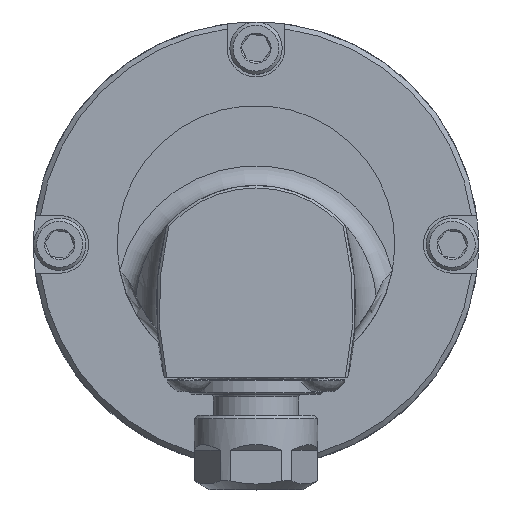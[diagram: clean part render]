
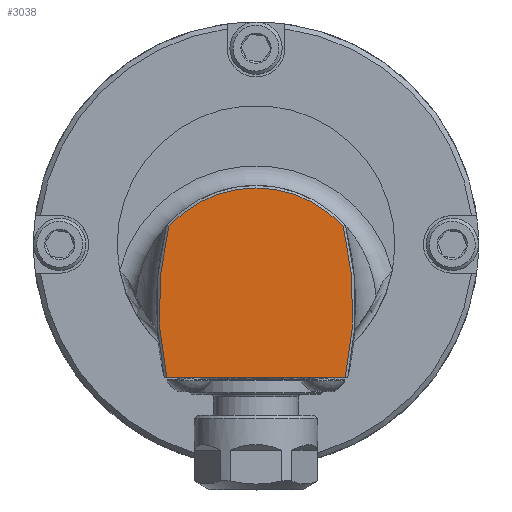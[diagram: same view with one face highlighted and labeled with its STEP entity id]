
A CAD part, top view. The second image highlights one B-rep face of the part: STEP entity #3038.
In plain terms, the highlighted planar face has unit normal (0, 0, 1).
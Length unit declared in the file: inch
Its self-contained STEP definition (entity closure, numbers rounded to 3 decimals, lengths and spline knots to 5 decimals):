
#129 = EDGE_LOOP ( 'NONE', ( #1077, #1785, #4557, #5304 ) ) ;
#354 = CARTESIAN_POINT ( 'NONE',  ( 0.52068, 0.09882, 4.906 ) ) ;
#650 = CARTESIAN_POINT ( 'NONE',  ( 1.375, -0.375, 4.906 ) ) ;
#783 = DIRECTION ( 'NONE',  ( 0., 0., 1. ) ) ;
#848 = EDGE_CURVE ( 'NONE', #4698, #3617, #2409, .T. ) ;
#925 = AXIS2_PLACEMENT_3D ( 'NONE', #650, #3800, #1108 ) ;
#1077 = ORIENTED_EDGE ( 'NONE', *, *, #3967, .T. ) ;
#1108 = DIRECTION ( 'NONE',  ( 1., 0., 0. ) ) ;
#1173 = DIRECTION ( 'NONE',  ( 0., 0., 1. ) ) ;
#1216 = PLANE ( 'NONE',  #4177 ) ;
#1222 = VECTOR ( 'NONE', #5389, 39.37008 ) ;
#1609 = CARTESIAN_POINT ( 'NONE',  ( 0., -0.375, 4.906 ) ) ;
#1785 = ORIENTED_EDGE ( 'NONE', *, *, #2203, .T. ) ;
#1794 = CARTESIAN_POINT ( 'NONE',  ( 0.53222, -0.8, 4.906 ) ) ;
#2073 = DIRECTION ( 'NONE',  ( 1., 0., 0. ) ) ;
#2203 = EDGE_CURVE ( 'NONE', #5670, #4481, #2987, .T. ) ;
#2409 = LINE ( 'NONE', #3580, #1222 ) ;
#2987 = CIRCLE ( 'NONE', #4072, 0.704 ) ;
#3038 = ADVANCED_FACE ( 'NONE', ( #5690 ), #1216, .T. ) ;
#3580 = CARTESIAN_POINT ( 'NONE',  ( -0.57978, -0.8, 4.906 ) ) ;
#3617 = VERTEX_POINT ( 'NONE', #5257 ) ;
#3800 = DIRECTION ( 'NONE',  ( 0., 0., 1. ) ) ;
#3861 = CARTESIAN_POINT ( 'NONE',  ( -1.375, -0.375, 4.906 ) ) ;
#3892 = CARTESIAN_POINT ( 'NONE',  ( -0.52068, 0.09882, 4.906 ) ) ;
#3930 = DIRECTION ( 'NONE',  ( 1., 0., 0. ) ) ;
#3967 = EDGE_CURVE ( 'NONE', #4698, #5670, #5661, .T. ) ;
#4072 = AXIS2_PLACEMENT_3D ( 'NONE', #1609, #4761, #2073 ) ;
#4177 = AXIS2_PLACEMENT_3D ( 'NONE', #5692, #783, #3930 ) ;
#4292 = CIRCLE ( 'NONE', #925, 1.954 ) ;
#4313 = DIRECTION ( 'NONE',  ( 1., 0., 0. ) ) ;
#4481 = VERTEX_POINT ( 'NONE', #3892 ) ;
#4557 = ORIENTED_EDGE ( 'NONE', *, *, #4946, .T. ) ;
#4698 = VERTEX_POINT ( 'NONE', #1794 ) ;
#4761 = DIRECTION ( 'NONE',  ( 0., 0., 1. ) ) ;
#4946 = EDGE_CURVE ( 'NONE', #4481, #3617, #4292, .T. ) ;
#5257 = CARTESIAN_POINT ( 'NONE',  ( -0.53222, -0.8, 4.906 ) ) ;
#5290 = AXIS2_PLACEMENT_3D ( 'NONE', #3861, #1173, #4313 ) ;
#5304 = ORIENTED_EDGE ( 'NONE', *, *, #848, .F. ) ;
#5389 = DIRECTION ( 'NONE',  ( -1., 0., 0. ) ) ;
#5661 = CIRCLE ( 'NONE', #5290, 1.954 ) ;
#5670 = VERTEX_POINT ( 'NONE', #354 ) ;
#5690 = FACE_OUTER_BOUND ( 'NONE', #129, .T. ) ;
#5692 = CARTESIAN_POINT ( 'NONE',  ( 0., -0.988, 4.906 ) ) ;
